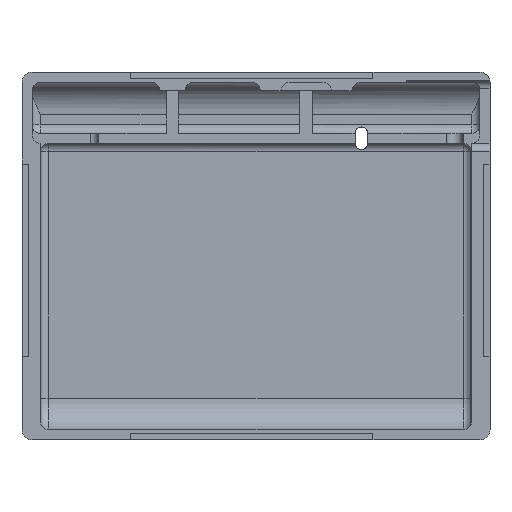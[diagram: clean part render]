
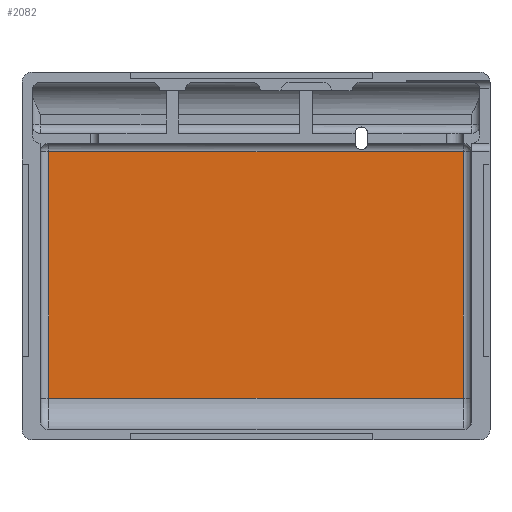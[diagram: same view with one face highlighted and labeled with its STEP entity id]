
A CAD part, top view. The second image highlights one B-rep face of the part: STEP entity #2082.
In plain terms, the highlighted planar face has unit normal (0, 0, 1).
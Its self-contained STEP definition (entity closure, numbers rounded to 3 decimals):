
#148=FACE_OUTER_BOUND('',#263,.T.);
#263=EDGE_LOOP('',(#1727,#1728,#1729,#1730));
#479=LINE('',#3232,#695);
#550=LINE('',#3495,#766);
#555=LINE('',#3518,#771);
#557=LINE('',#3523,#773);
#695=VECTOR('',#2514,10.);
#766=VECTOR('',#2715,10.);
#771=VECTOR('',#2748,10.);
#773=VECTOR('',#2756,10.);
#911=VERTEX_POINT('',#3229);
#912=VERTEX_POINT('',#3231);
#983=VERTEX_POINT('',#3493);
#987=VERTEX_POINT('',#3514);
#1134=EDGE_CURVE('',#911,#912,#479,.T.);
#1244=EDGE_CURVE('',#983,#911,#550,.T.);
#1257=EDGE_CURVE('',#912,#987,#555,.T.);
#1259=EDGE_CURVE('',#987,#983,#557,.T.);
#1727=ORIENTED_EDGE('',*,*,#1257,.F.);
#1728=ORIENTED_EDGE('',*,*,#1134,.F.);
#1729=ORIENTED_EDGE('',*,*,#1244,.F.);
#1730=ORIENTED_EDGE('',*,*,#1259,.F.);
#1987=PLANE('',#2261);
#2082=ADVANCED_FACE('',(#148),#1987,.T.);
#2261=AXIS2_PLACEMENT_3D('',#3522,#2754,#2755);
#2514=DIRECTION('',(1.,0.,0.));
#2715=DIRECTION('',(0.,1.,0.));
#2748=DIRECTION('',(0.,-1.,0.));
#2754=DIRECTION('center_axis',(0.,0.,1.));
#2755=DIRECTION('ref_axis',(1.,0.,0.));
#2756=DIRECTION('',(-1.,0.,0.));
#3229=CARTESIAN_POINT('',(3.2,34.5,0.8));
#3231=CARTESIAN_POINT('',(52.8,34.5,0.8));
#3232=CARTESIAN_POINT('',(14.6,34.5,0.8));
#3493=CARTESIAN_POINT('',(3.2,5.,0.8));
#3495=CARTESIAN_POINT('',(3.2,20.175,0.8));
#3514=CARTESIAN_POINT('',(52.8,5.,0.8));
#3518=CARTESIAN_POINT('',(52.8,20.175,0.8));
#3522=CARTESIAN_POINT('Origin',(28.,22.,0.8));
#3523=CARTESIAN_POINT('',(14.,5.,0.8));
